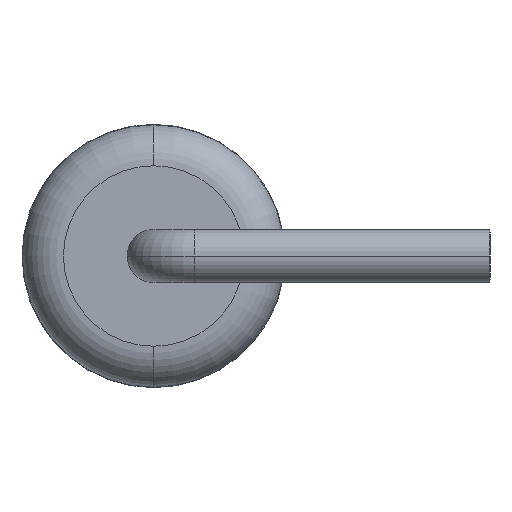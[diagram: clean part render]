
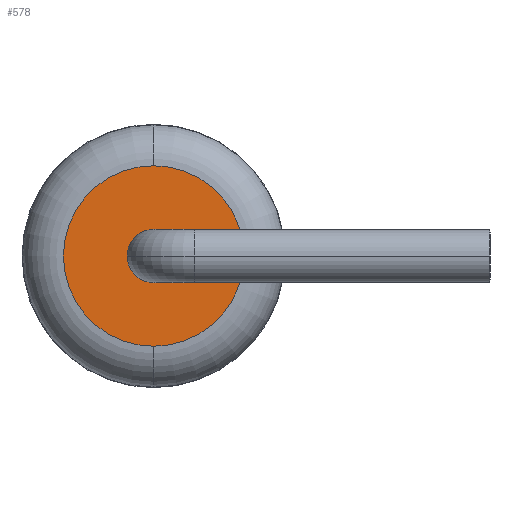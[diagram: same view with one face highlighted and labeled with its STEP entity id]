
A CAD part, left-side view. The second image highlights one B-rep face of the part: STEP entity #578.
In plain terms, the highlighted planar face has unit normal (-1, 0, 0).
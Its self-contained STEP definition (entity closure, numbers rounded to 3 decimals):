
#52 = CIRCLE ( 'NONE', #585, 1.1 ) ;
#102 = EDGE_LOOP ( 'NONE', ( #889, #603 ) ) ;
#108 = DIRECTION ( 'NONE',  ( 0., 0., -1. ) ) ;
#109 = AXIS2_PLACEMENT_3D ( 'NONE', #825, #471, #108 ) ;
#112 = CIRCLE ( 'NONE', #651, 1.1 ) ;
#167 = DIRECTION ( 'NONE',  ( 0., 0., 1. ) ) ;
#174 = EDGE_LOOP ( 'NONE', ( #756, #409 ) ) ;
#179 = EDGE_CURVE ( 'NONE', #1037, #299, #112, .T. ) ;
#188 = DIRECTION ( 'NONE',  ( 0., 0., -1. ) ) ;
#243 = CARTESIAN_POINT ( 'NONE',  ( -4.5, 2.1, 1.1 ) ) ;
#299 = VERTEX_POINT ( 'NONE', #243 ) ;
#307 = CARTESIAN_POINT ( 'NONE',  ( -4.5, 2.1, -0.325 ) ) ;
#354 = EDGE_CURVE ( 'NONE', #1064, #927, #685, .T. ) ;
#409 = ORIENTED_EDGE ( 'NONE', *, *, #354, .F. ) ;
#452 = CARTESIAN_POINT ( 'NONE',  ( -4.5, 2.1, 0. ) ) ;
#464 = PLANE ( 'NONE',  #1085 ) ;
#471 = DIRECTION ( 'NONE',  ( -1., 0., 0. ) ) ;
#480 = CARTESIAN_POINT ( 'NONE',  ( -4.5, 2.1, -1.1 ) ) ;
#523 = FACE_OUTER_BOUND ( 'NONE', #102, .T. ) ;
#567 = DIRECTION ( 'NONE',  ( 0., 0., 1. ) ) ;
#578 = ADVANCED_FACE ( 'NONE', ( #780, #523 ), #464, .F. ) ;
#585 = AXIS2_PLACEMENT_3D ( 'NONE', #452, #623, #167 ) ;
#603 = ORIENTED_EDGE ( 'NONE', *, *, #179, .T. ) ;
#606 = DIRECTION ( 'NONE',  ( -1., 0., 0. ) ) ;
#621 = EDGE_CURVE ( 'NONE', #927, #1064, #678, .T. ) ;
#623 = DIRECTION ( 'NONE',  ( -1., 0., 0. ) ) ;
#629 = AXIS2_PLACEMENT_3D ( 'NONE', #1056, #606, #949 ) ;
#651 = AXIS2_PLACEMENT_3D ( 'NONE', #1005, #922, #567 ) ;
#678 = CIRCLE ( 'NONE', #109, 0.325 ) ;
#685 = CIRCLE ( 'NONE', #629, 0.325 ) ;
#756 = ORIENTED_EDGE ( 'NONE', *, *, #621, .F. ) ;
#780 = FACE_BOUND ( 'NONE', #174, .T. ) ;
#815 = EDGE_CURVE ( 'NONE', #299, #1037, #52, .T. ) ;
#825 = CARTESIAN_POINT ( 'NONE',  ( -4.5, 2.1, 0. ) ) ;
#889 = ORIENTED_EDGE ( 'NONE', *, *, #815, .T. ) ;
#922 = DIRECTION ( 'NONE',  ( -1., 0., 0. ) ) ;
#927 = VERTEX_POINT ( 'NONE', #1084 ) ;
#949 = DIRECTION ( 'NONE',  ( 0., 0., -1. ) ) ;
#966 = CARTESIAN_POINT ( 'NONE',  ( -4.5, 2.1, 0. ) ) ;
#974 = DIRECTION ( 'NONE',  ( 1., 0., 0. ) ) ;
#1005 = CARTESIAN_POINT ( 'NONE',  ( -4.5, 2.1, 0. ) ) ;
#1037 = VERTEX_POINT ( 'NONE', #480 ) ;
#1056 = CARTESIAN_POINT ( 'NONE',  ( -4.5, 2.1, 0. ) ) ;
#1064 = VERTEX_POINT ( 'NONE', #307 ) ;
#1084 = CARTESIAN_POINT ( 'NONE',  ( -4.5, 2.1, 0.325 ) ) ;
#1085 = AXIS2_PLACEMENT_3D ( 'NONE', #966, #974, #188 ) ;
